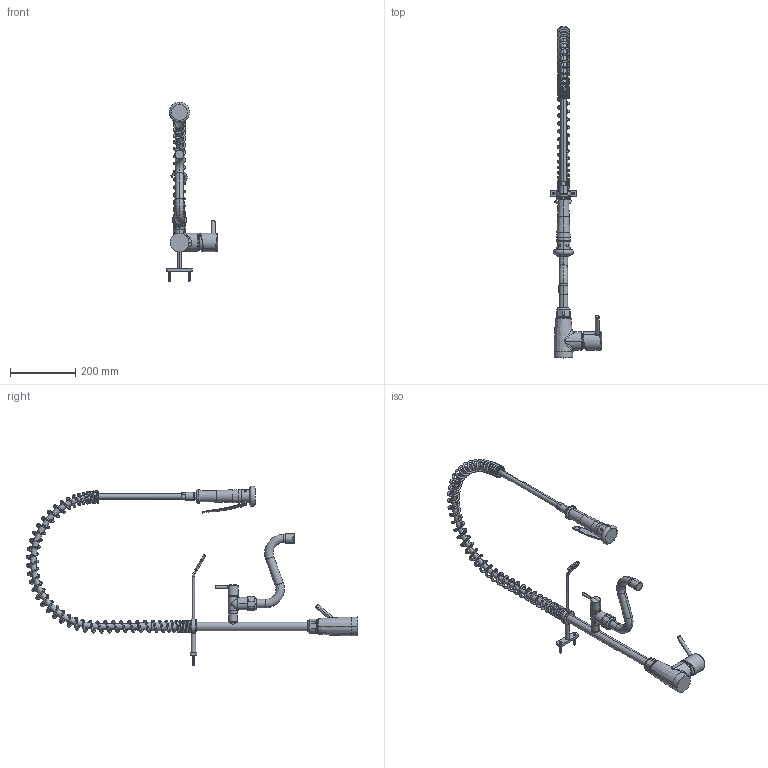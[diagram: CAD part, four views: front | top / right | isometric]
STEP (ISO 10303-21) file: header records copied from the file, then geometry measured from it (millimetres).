
FILE_DESCRIPTION((''),'2;1');
FILE_NAME('24_501_144_XXX','2012-01-03T',('HEF'),(''),'PRO/ENGINEER BY PARAMETRIC TECHNOLOGY CORPORATION, 2011080','PRO/ENGINEER BY PARAMETRIC TECHNOLOGY CORPORATION, 2011080','');
FILE_SCHEMA(('AUTOMOTIVE_DESIGN_CC2 { 1 2 10303 214 -1 1 5 2 }'));
Products named in the file (1): 24_501_144_XXX
Bounding box: 157.35 x 1020.79 x 553 mm (x, y, z)
Volume: 1822660.2 mm3; surface area: 335079.4 mm2
Topology: 1 solids, 1 shells, 617 faces, 1484 edges, 893 vertices
Faces by surface type: bspline 189, cylinder 161, plane 117, torus 95, cone 38, sphere 11, revolution 6
Entity records: 88262 total; most frequent: CARTESIAN_POINT 66458, ORIENTED_EDGE 2952, DIRECTION 2168, PRESENTATION_STYLE_ASSIGNMENT 2079, STYLED_ITEM 1709, CURVE_STYLE 1478, EDGE_CURVE 1476, AXIS2_PLACEMENT_3D 906
